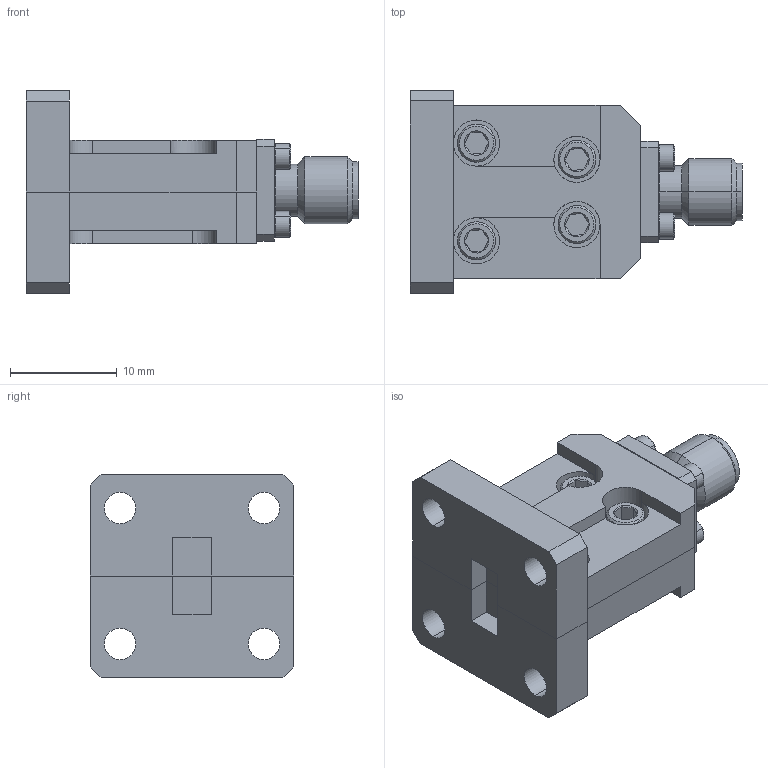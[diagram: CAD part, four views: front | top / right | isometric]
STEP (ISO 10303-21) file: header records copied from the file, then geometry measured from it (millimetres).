
FILE_DESCRIPTION (( 'STEP AP203' ), '1' );
FILE_NAME ('WR-28 Detector Assembly customer model.STEP', '2022-05-18T10:40:22', ( '' ), ( '' ), 'SwSTEP 2.0', 'SolidWorks 2021', '' );
FILE_SCHEMA (( 'CONFIG_CONTROL_DESIGN' ));
Products named in the file (1): WR-28 Detector Assembly customer model
Bounding box: 31.07 x 19.05 x 19.05 mm (x, y, z)
Volume: 3855.2 mm3; surface area: 4158.5 mm2
Topology: 11 solids, 11 shells, 717 faces, 1827 edges, 1156 vertices
Faces by surface type: cylinder 384, plane 165, cone 148, bspline 20
Entity records: 33030 total; most frequent: CARTESIAN_POINT 17428, ORIENTED_EDGE 3638, DIRECTION 2863, EDGE_CURVE 1819, VERTEX_POINT 1156, AXIS2_PLACEMENT_3D 1059, EDGE_LOOP 781, VECTOR 745
